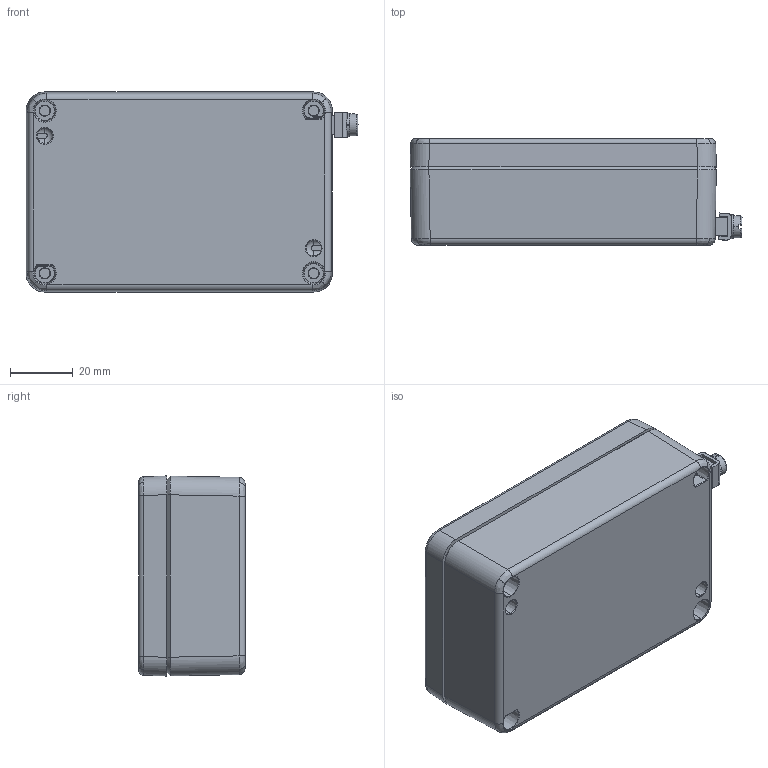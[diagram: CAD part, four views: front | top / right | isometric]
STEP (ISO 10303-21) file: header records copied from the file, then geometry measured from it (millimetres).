
FILE_DESCRIPTION (( 'STEP AP214' ), '1' );
FILE_NAME ('25061003.STEP', '2012-06-13T13:48:55', ( ' ' ), ( '' ), 'SwSTEP 2.0', 'SolidWorks 2011', '' );
FILE_SCHEMA (( 'AUTOMOTIVE_DESIGN' ));
Length unit declared in the file: millimetre
Products named in the file (13): 92441; 88309; 88309_1; 93042; 83014; 88309_2; 92081; 01061003_Ex Ausführung; 82012; 93132; 02011; 01011; 25061003
Assembly tree (15 placements, depth 3):
  25061003
    01061003_Ex Ausführung
      93132  x4
      02011
      01011
      82012
    92081
    88309
      88309_2
      83014
      93042
      88309_1
    92441
Bounding box: 106.18 x 34 x 64 mm (x, y, z)
Volume: 71643.5 mm3; surface area: 52829.3 mm2
Topology: 13 solids, 13 shells, 1273 faces, 3007 edges, 1769 vertices
Faces by surface type: plane 453, cylinder 262, torus 229, bspline 174, cone 155
Entity records: 39186 total; most frequent: CARTESIAN_POINT 11922, DIRECTION 5703, ORIENTED_EDGE 5562, EDGE_CURVE 2781, AXIS2_PLACEMENT_3D 2276, VERTEX_POINT 1643, EDGE_LOOP 1252, CIRCLE 1238
